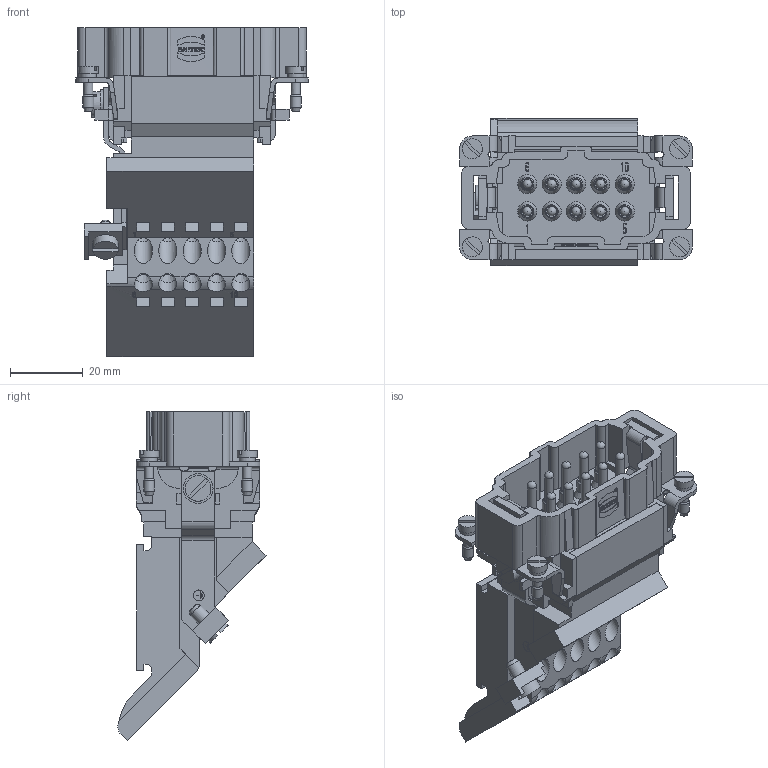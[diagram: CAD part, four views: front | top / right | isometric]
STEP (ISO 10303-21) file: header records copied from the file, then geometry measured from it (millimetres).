
FILE_DESCRIPTION(/* description */ (''),/* implementation_level */ '2;1');
FILE_NAME(/* name */ '100662503ugm000_b.stp',/* time_stamp */ '2019-08-30T07:36:03+02:00',/* author */ (''),/* organization */ (''),/* preprocessor_version */ 'ST-DEVELOPER v16.7',/* originating_system */ 'SIEMENS PLM Software NX 12.0',/* authorisation */ '');
FILE_SCHEMA (('AUTOMOTIVE_DESIGN { 1 0 10303 214 3 1 1 1 }'));
Length unit declared in the file: millimetre
Products named in the file (1): 100662503ugm000_b
Bounding box: 64 x 40.72 x 90.48 mm (x, y, z)
Volume: 74519.5 mm3; surface area: 25508.9 mm2
Topology: 1 solids, 1 shells, 1035 faces, 3054 edges, 2265 vertices
Faces by surface type: plane 726, cylinder 177, extrusion 83, cone 39, sphere 10
Full cylindrical faces by diameter (mm): 2.3 x2, 2.45 x2, 2.5 x14, 2.925 x1, 3 x5, 3.242 x1, 3.7 x10, 4 x1, 4.5 x4, 5 x10, 5.5 x4, 7 x2, 8.2 x1
Entity records: 37956 total; most frequent: CARTESIAN_POINT 7751, ORIENTED_EDGE 5442, DIRECTION 4963, EDGE_CURVE 2721, VECTOR 2129, LINE 2046, VERTEX_POINT 1876, AXIS2_PLACEMENT_3D 1417
